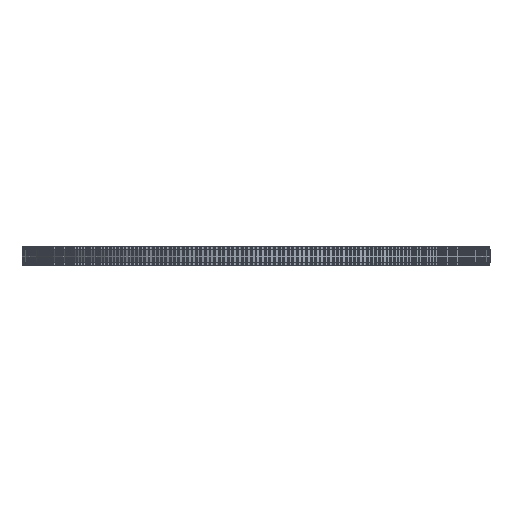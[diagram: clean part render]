
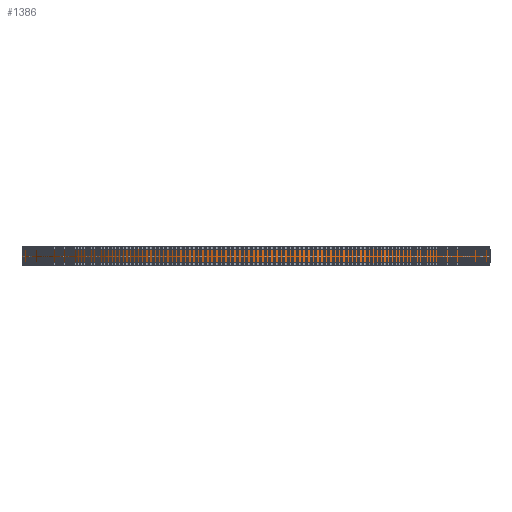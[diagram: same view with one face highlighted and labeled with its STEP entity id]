
A CAD part, front view. The second image highlights one B-rep face of the part: STEP entity #1386.
In plain terms, the highlighted cylindrical face has radius 100.586 mm (diameter 201.172 mm), a full revolution.
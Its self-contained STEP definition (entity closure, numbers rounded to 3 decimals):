
#97=FACE_BOUND('',#5184,.T.);
#98=FACE_BOUND('',#5185,.T.);
#1386=ADVANCED_FACE('',(#97,#98),#2651,.T.);
#2651=CYLINDRICAL_SURFACE('',#27951,100.586);
#5184=EDGE_LOOP('',(#15298));
#5185=EDGE_LOOP('',(#15299));
#15298=ORIENTED_EDGE('',*,*,#21622,.T.);
#15299=ORIENTED_EDGE('',*,*,#21623,.T.);
#17828=VERTEX_POINT('',#44400);
#17829=VERTEX_POINT('',#44402);
#21622=EDGE_CURVE('',#17828,#17828,#24152,.T.);
#21623=EDGE_CURVE('',#17829,#17829,#24153,.T.);
#24152=CIRCLE('',#27949,100.586);
#24153=CIRCLE('',#27950,100.586);
#27949=AXIS2_PLACEMENT_3D('',#44399,#36806,#36807);
#27950=AXIS2_PLACEMENT_3D('',#44401,#36808,#36809);
#27951=AXIS2_PLACEMENT_3D('',#44403,#36810,#36811);
#36806=DIRECTION('',(0.,0.,1.));
#36807=DIRECTION('',(1.,0.,0.));
#36808=DIRECTION('',(0.,0.,-1.));
#36809=DIRECTION('',(1.,0.,0.));
#36810=DIRECTION('',(0.,0.,1.));
#36811=DIRECTION('',(1.,0.,0.));
#44399=CARTESIAN_POINT('',(0.,0.,1.));
#44400=CARTESIAN_POINT('',(100.586,0.,1.));
#44401=CARTESIAN_POINT('',(0.,0.,7.));
#44402=CARTESIAN_POINT('',(100.586,0.,7.));
#44403=CARTESIAN_POINT('',(0.,0.,1.));
